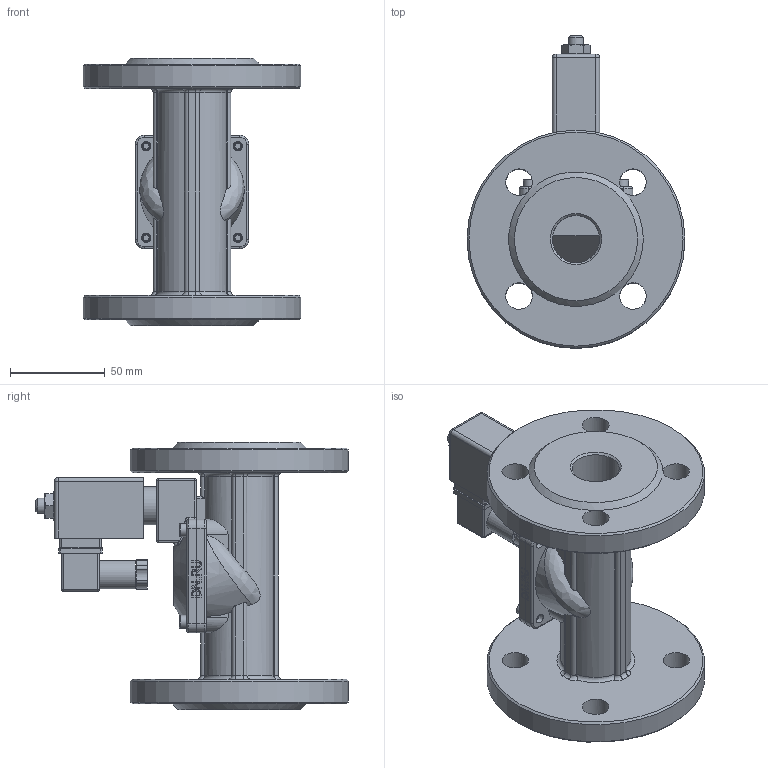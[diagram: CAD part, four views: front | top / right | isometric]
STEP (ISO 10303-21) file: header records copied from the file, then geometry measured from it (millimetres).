
FILE_DESCRIPTION(/* description */ (''),/* implementation_level */ '2;1');
FILE_NAME(/* name */ 'DN25_3D_STEP.stp',/* time_stamp */ '2024-03-20T17:53:37+03:00',/* author */ ('igorr'),/* organization */ (''),/* preprocessor_version */ 'ST-DEVELOPER v19.2',/* originating_system */ 'Autodesk Inventor 2023',/* authorisation */ '');
FILE_SCHEMA (('AUTOMOTIVE_DESIGN { 1 0 10303 214 3 1 1 }'));
Length unit declared in the file: millimetre
Products named in the file (5): Сборка; Деталь1; соленоид; BS 3692 - M8; AS 1420 - 1973 - M4 x 8
Assembly tree (7 placements, depth 2):
  Сборка
    Деталь1
    соленоид
    BS 3692 - M8
    AS 1420 - 1973 - M4 x 8  x4
Bounding box: 115 x 165 x 141 mm (x, y, z)
Volume: 480704.6 mm3; surface area: 100002.4 mm2
Topology: 7 solids, 7 shells, 527 faces, 1344 edges, 846 vertices
Faces by surface type: plane 224, cylinder 174, torus 46, bspline 37, cone 32, sphere 14
Full cylindrical faces by diameter (mm): 4 x4, 5 x8, 6.647 x1, 7 x4, 8 x2, 10 x2, 14 x8, 15 x2, 18 x1, 20 x1, 25 x2, 115 x2
Entity records: 16286 total; most frequent: CARTESIAN_POINT 4026, ORIENTED_EDGE 2470, DIRECTION 2391, EDGE_CURVE 1235, AXIS2_PLACEMENT_3D 889, VERTEX_POINT 774, LINE 613, VECTOR 613
